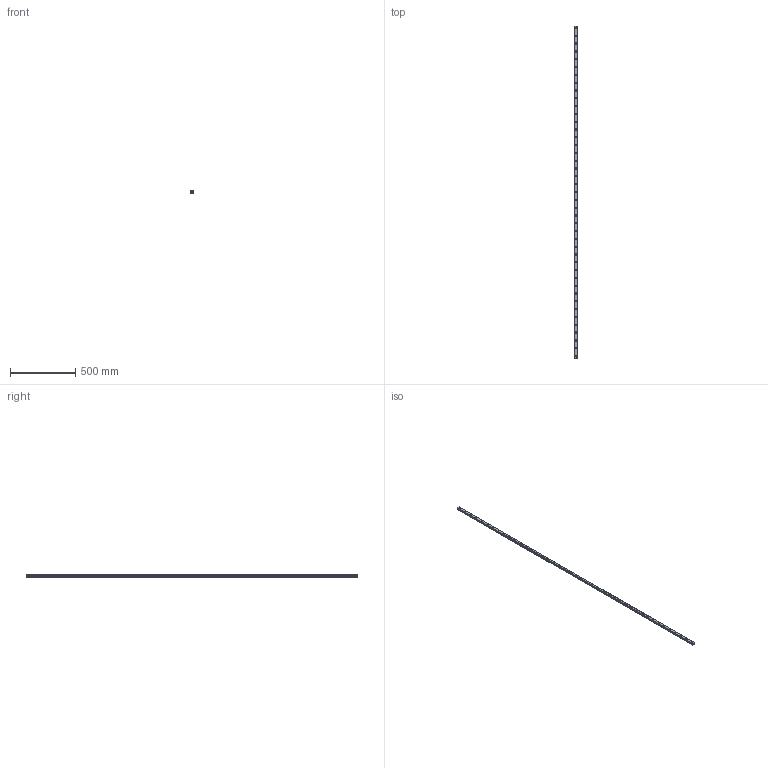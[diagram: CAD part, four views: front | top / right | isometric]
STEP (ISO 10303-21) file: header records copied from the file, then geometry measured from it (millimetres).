
FILE_DESCRIPTION(('STEP AP214'),'1');
FILE_NAME('cctmp_76E3337A-8928-4C84-9C2C-4B85FF2D6545_2021_02_04_08_49_36_0854..stp','2021-02-04T07:49:37',('HIWIN GmbH'),('CADClick - www.CADClick.com'),'Spatial InterOp 3D',' ','unknown authorization');
FILE_SCHEMA(('AUTOMOTIVE_DESIGN'));
Length unit declared in the file: millimetre
Products named in the file (1): EGR20R2550C_FILE
Bounding box: 20 x 2550 x 15.5 mm (x, y, z)
Volume: 683937.8 mm3; surface area: 204195.8 mm2
Topology: 1 solids, 1 shells, 619 faces, 1409 edges, 882 vertices
Faces by surface type: plane 343, cylinder 276
Entity records: 22467 total; most frequent: DIRECTION 3373, CARTESIAN_POINT 2911, ORIENTED_EDGE 2818, EDGE_CURVE 1409, AXIS2_PLACEMENT_3D 1344, VERTEX_POINT 882, EDGE_LOOP 709, LINE 685
